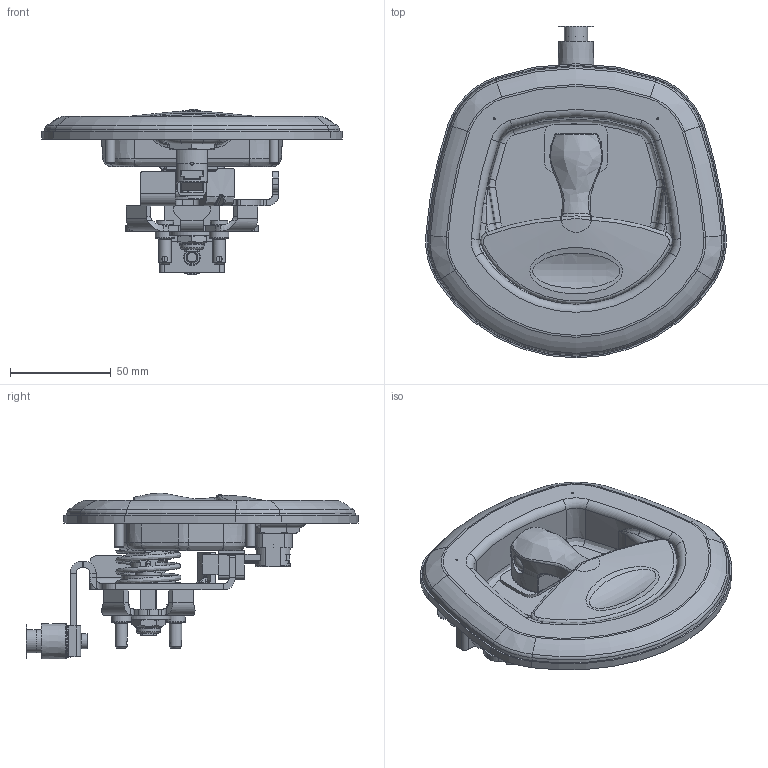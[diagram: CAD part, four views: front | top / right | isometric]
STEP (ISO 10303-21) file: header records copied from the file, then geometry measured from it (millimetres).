
FILE_DESCRIPTION(/* description */ (''),/* implementation_level */ '2;1');
FILE_NAME(/* name */ '28430-R.stp',/* time_stamp */ '2020-12-01T17:21:54-05:00',/* author */ ('jenniferk'),/* organization */ (''),/* preprocessor_version */ 'ST-DEVELOPER v18.1',/* originating_system */ 'Autodesk Inventor 2020',/* authorisation */ '');
FILE_SCHEMA (('AUTOMOTIVE_DESIGN { 1 0 10303 214 3 1 1 }'));
Products named in the file (1): 28430-R_Shrinkwrap_1
Bounding box: 149.13 x 164.79 x 82.33 mm (x, y, z)
Volume: 152839.6 mm3; surface area: 145980.3 mm2
Topology: 27 solids, 27 shells, 1852 faces, 4650 edges, 2910 vertices
Faces by surface type: plane 719, cylinder 471, bspline 283, torus 218, cone 128, sphere 33
Full cylindrical faces by diameter (mm): 1.016 x4, 1.397 x2, 2.438 x1, 2.489 x1, 2.54 x2, 2.723 x2, 2.896 x2, 3.454 x1, 3.701 x2, 3.708 x2, 3.759 x3, 4.051 x3, 4.699 x1, 4.775 x5, 4.826 x2, 5.004 x1, 5.842 x1, 6.055 x2, 6.096 x2, 6.159 x2, 6.223 x1, 6.35 x1, 6.629 x18, 6.833 x2, 7.137 x10, 7.468 x1, 7.595 x1, 7.747 x1, 7.798 x1, 7.849 x1
Entity records: 72829 total; most frequent: CARTESIAN_POINT 27666, ORIENTED_EDGE 9198, DIRECTION 8770, EDGE_CURVE 4599, AXIS2_PLACEMENT_3D 3448, VERTEX_POINT 2910, EDGE_LOOP 2083, LINE 1874
